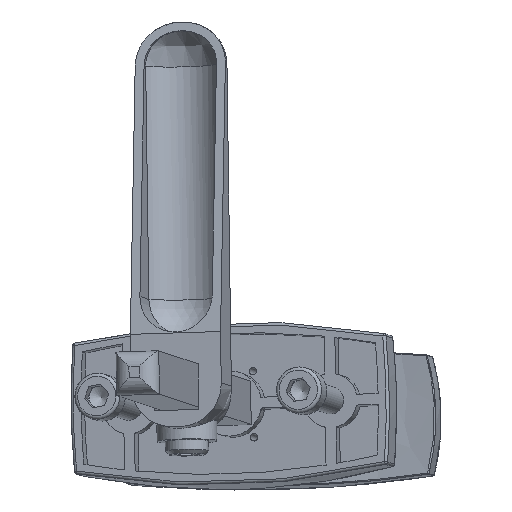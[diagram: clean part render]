
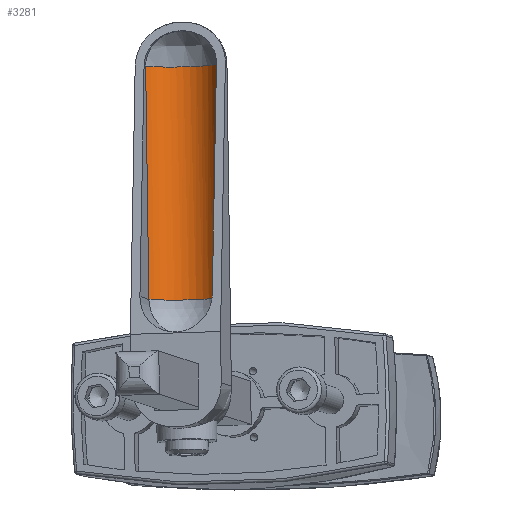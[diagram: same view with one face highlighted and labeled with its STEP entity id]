
A CAD part, isometric view. The second image highlights one B-rep face of the part: STEP entity #3281.
In plain terms, the highlighted cylindrical face has radius 7.82 mm (diameter 15.64 mm), a partial arc.
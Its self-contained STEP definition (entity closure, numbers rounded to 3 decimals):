
#331=FACE_OUTER_BOUND('',#542,.T.);
#542=EDGE_LOOP('',(#2809,#2810,#2811,#2812,#2813));
#745=CIRCLE('',#3634,7.82);
#746=CIRCLE('',#3636,7.82);
#747=CIRCLE('',#3637,7.82);
#939=LINE('',#8295,#1184);
#943=LINE('',#8303,#1188);
#1184=VECTOR('',#4406,1000.);
#1188=VECTOR('',#4412,1000.);
#1563=VERTEX_POINT('',#8278);
#1565=VERTEX_POINT('',#8283);
#1569=VERTEX_POINT('',#8292);
#1572=VERTEX_POINT('',#8301);
#1573=VERTEX_POINT('',#8633);
#2013=EDGE_CURVE('',#1569,#1565,#939,.T.);
#2017=EDGE_CURVE('',#1563,#1572,#943,.T.);
#2020=EDGE_CURVE('',#1569,#1572,#745,.T.);
#2021=EDGE_CURVE('',#1565,#1573,#746,.T.);
#2022=EDGE_CURVE('',#1573,#1563,#747,.T.);
#2809=ORIENTED_EDGE('',*,*,#2020,.F.);
#2810=ORIENTED_EDGE('',*,*,#2013,.T.);
#2811=ORIENTED_EDGE('',*,*,#2021,.T.);
#2812=ORIENTED_EDGE('',*,*,#2022,.T.);
#2813=ORIENTED_EDGE('',*,*,#2017,.T.);
#3126=CYLINDRICAL_SURFACE('',#3635,7.82);
#3281=ADVANCED_FACE('',(#331),#3126,.F.);
#3634=AXIS2_PLACEMENT_3D('',#8631,#4413,#4414);
#3635=AXIS2_PLACEMENT_3D('',#8632,#4415,#4416);
#3636=AXIS2_PLACEMENT_3D('',#8634,#4417,#4418);
#3637=AXIS2_PLACEMENT_3D('',#8635,#4419,#4420);
#4406=DIRECTION('',(-0.442,-0.461,-0.769));
#4412=DIRECTION('',(0.442,0.461,0.769));
#4413=DIRECTION('center_axis',(-0.442,-0.461,-0.769));
#4414=DIRECTION('ref_axis',(0.577,-0.803,0.15));
#4415=DIRECTION('center_axis',(-0.442,-0.461,-0.769));
#4416=DIRECTION('ref_axis',(0.577,-0.803,0.15));
#4417=DIRECTION('center_axis',(-0.442,-0.461,-0.769));
#4418=DIRECTION('ref_axis',(0.577,-0.803,0.15));
#4419=DIRECTION('center_axis',(-0.442,-0.461,-0.769));
#4420=DIRECTION('ref_axis',(0.577,-0.803,0.15));
#8278=CARTESIAN_POINT('',(-86.268,109.299,297.688));
#8283=CARTESIAN_POINT('',(-94.137,120.258,295.636));
#8292=CARTESIAN_POINT('',(-75.126,140.099,328.711));
#8295=CARTESIAN_POINT('',(-94.137,120.258,295.636));
#8301=CARTESIAN_POINT('',(-67.258,129.14,330.763));
#8303=CARTESIAN_POINT('',(-86.268,109.299,297.688));
#8631=CARTESIAN_POINT('Origin',(-73.817,133.179,332.11));
#8632=CARTESIAN_POINT('Origin',(-92.827,113.338,299.035));
#8633=CARTESIAN_POINT('',(-86.181,109.509,297.512));
#8634=CARTESIAN_POINT('Origin',(-92.827,113.338,299.035));
#8635=CARTESIAN_POINT('Origin',(-92.827,113.338,299.035));
